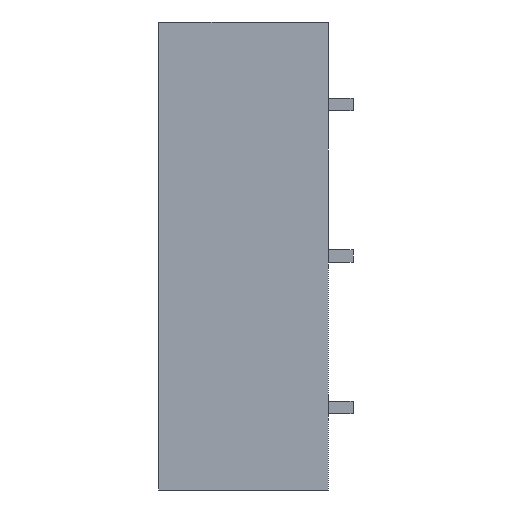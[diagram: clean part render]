
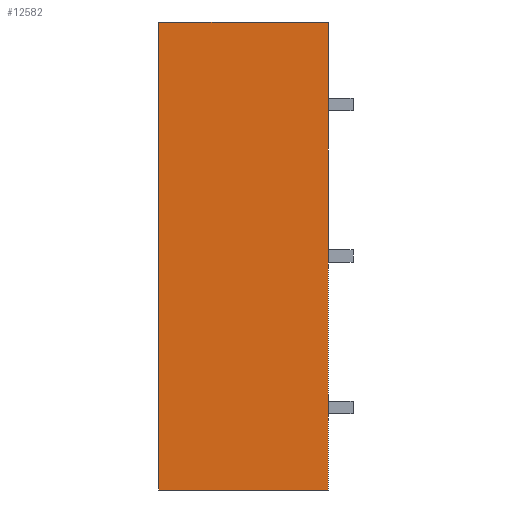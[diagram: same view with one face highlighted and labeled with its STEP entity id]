
A CAD part, left-side view. The second image highlights one B-rep face of the part: STEP entity #12582.
In plain terms, the highlighted planar face has unit normal (-1, 0, 0).
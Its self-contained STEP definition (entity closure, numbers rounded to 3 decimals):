
#482=LINE('',#16863,#1218);
#569=LINE('',#17059,#1305);
#573=LINE('',#17066,#1309);
#574=LINE('',#17068,#1310);
#1218=VECTOR('',#14086,1000.);
#1305=VECTOR('',#14253,1000.);
#1309=VECTOR('',#14259,1000.);
#1310=VECTOR('',#14260,1000.);
#2354=ORIENTED_EDGE('',*,*,#4909,.T.);
#2355=ORIENTED_EDGE('',*,*,#4905,.F.);
#2356=ORIENTED_EDGE('',*,*,#4810,.F.);
#2357=ORIENTED_EDGE('',*,*,#4910,.T.);
#4810=EDGE_CURVE('',#6077,#6076,#482,.T.);
#4905=EDGE_CURVE('',#6076,#6147,#569,.T.);
#4909=EDGE_CURVE('',#6149,#6147,#573,.T.);
#4910=EDGE_CURVE('',#6077,#6149,#574,.T.);
#6076=VERTEX_POINT('',#16860);
#6077=VERTEX_POINT('',#16862);
#6147=VERTEX_POINT('',#17060);
#6149=VERTEX_POINT('',#17067);
#7282=EDGE_LOOP('',(#2354,#2355,#2356,#2357));
#7884=FACE_BOUND('',#7282,.T.);
#8426=PLANE('',#13203);
#12582=ADVANCED_FACE('',(#7884),#8426,.F.);
#13203=AXIS2_PLACEMENT_3D('',#17065,#14257,#14258);
#14086=DIRECTION('',(0.,0.,1.));
#14253=DIRECTION('',(0.,-1.,0.));
#14257=DIRECTION('',(1.,0.,0.));
#14258=DIRECTION('',(0.,0.,-1.));
#14259=DIRECTION('',(0.,0.,1.));
#14260=DIRECTION('',(0.,-1.,0.));
#16860=CARTESIAN_POINT('',(-38.862,21.59,29.845));
#16862=CARTESIAN_POINT('',(-38.862,21.59,-29.845));
#16863=CARTESIAN_POINT('',(-38.862,21.59,29.845));
#17059=CARTESIAN_POINT('',(-38.862,21.59,29.845));
#17060=CARTESIAN_POINT('',(-38.862,0.,29.845));
#17065=CARTESIAN_POINT('',(-38.862,21.59,29.845));
#17066=CARTESIAN_POINT('',(-38.862,0.,29.845));
#17067=CARTESIAN_POINT('',(-38.862,0.,-29.845));
#17068=CARTESIAN_POINT('',(-38.862,21.59,-29.845));
